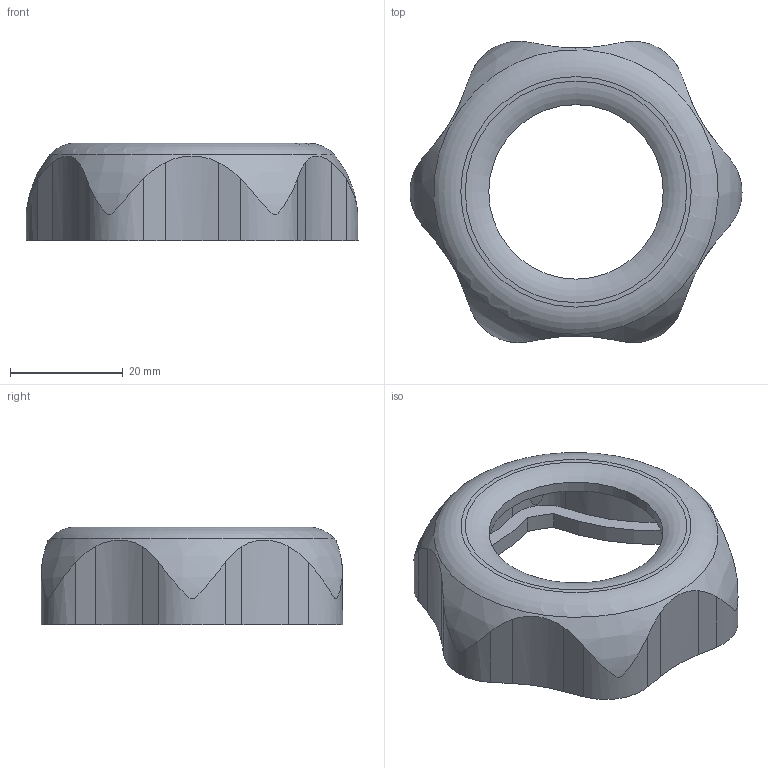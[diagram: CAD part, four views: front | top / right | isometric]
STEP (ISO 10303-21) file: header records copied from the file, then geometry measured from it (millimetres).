
FILE_DESCRIPTION( ( 'STEP AP203' ), '1' );
FILE_NAME( 'VK3055.step', '2022-07-20T08:16:15', ( ' ' ), ( ' ' ), 'XStep 1.0', ' ', ' ' );
FILE_SCHEMA( ( 'CONFIG_CONTROL_DESIGN' ) );
Length unit declared in the file: millimetre
Products named in the file (1): 1
Bounding box: 58.98 x 53.53 x 17.4 mm (x, y, z)
Volume: 9021.4 mm3; surface area: 9123.9 mm2
Topology: 1 solids, 1 shells, 2362 faces, 7066 edges, 4709 vertices
Faces by surface type: plane 2207, torus 79, cylinder 63, cone 12, bspline 1
Full cylindrical faces by diameter (mm): 31 x1
Entity records: 83382 total; most frequent: CARTESIAN_POINT 27561, ORIENTED_EDGE 14102, DIRECTION 7993, EDGE_CURVE 7051, VERTEX_POINT 4702, B_SPLINE_CURVE_WITH_KNOTS 3998, LINE 2833, VECTOR 2833
